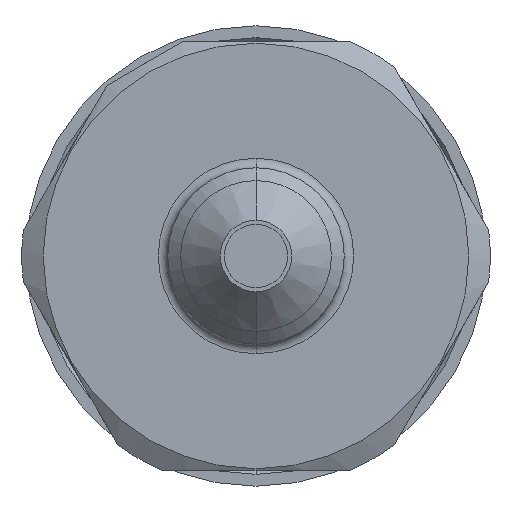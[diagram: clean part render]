
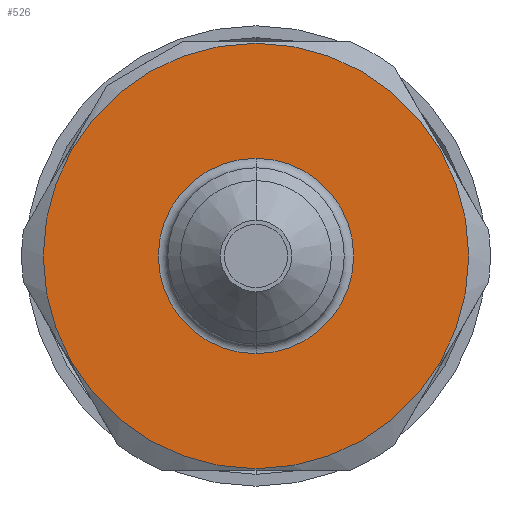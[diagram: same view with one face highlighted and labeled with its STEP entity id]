
A CAD part, front view. The second image highlights one B-rep face of the part: STEP entity #526.
In plain terms, the highlighted face is planar.
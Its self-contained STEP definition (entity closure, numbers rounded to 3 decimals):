
#70 = CARTESIAN_POINT ( 'NONE',  ( 33.5, 0., 6.156 ) ) ;
#448 = VERTEX_POINT ( 'NONE', #70 ) ;
#526 = ADVANCED_FACE ( 'NONE', ( #1656, #2085 ), #4443, .F. ) ;
#564 = VERTEX_POINT ( 'NONE', #4825 ) ;
#1060 = CARTESIAN_POINT ( 'NONE',  ( 33.5, 0., 13.4 ) ) ;
#1656 = FACE_OUTER_BOUND ( 'NONE', #1931, .T. ) ;
#1720 = DIRECTION ( 'NONE',  ( 0., 0., 1. ) ) ;
#1721 = DIRECTION ( 'NONE',  ( -1., 0., 0. ) ) ;
#1728 = CARTESIAN_POINT ( 'NONE',  ( 33.5, 0., 0. ) ) ;
#1931 = EDGE_LOOP ( 'NONE', ( #4534, #4567 ) ) ;
#2085 = FACE_BOUND ( 'NONE', #2337, .T. ) ;
#2095 = AXIS2_PLACEMENT_3D ( 'NONE', #1728, #1721, #1720 ) ;
#2337 = EDGE_LOOP ( 'NONE', ( #4752, #2494 ) ) ;
#2494 = ORIENTED_EDGE ( 'NONE', *, *, #4845, .T. ) ;
#2624 = DIRECTION ( 'NONE',  ( 0., 0., 1. ) ) ;
#2631 = DIRECTION ( 'NONE',  ( -1., 0., 0. ) ) ;
#2632 = CARTESIAN_POINT ( 'NONE',  ( 33.5, 0., 0. ) ) ;
#2649 = DIRECTION ( 'NONE',  ( 0., 0., 1. ) ) ;
#2684 = CARTESIAN_POINT ( 'NONE',  ( 33.5, 0., 0. ) ) ;
#2710 = DIRECTION ( 'NONE',  ( -1., 0., 0. ) ) ;
#2996 = VERTEX_POINT ( 'NONE', #1060 ) ;
#3150 = CIRCLE ( 'NONE', #4121, 6.156 ) ;
#3215 = CIRCLE ( 'NONE', #2095, 6.156 ) ;
#3219 = CIRCLE ( 'NONE', #3940, 13.4 ) ;
#3400 = VERTEX_POINT ( 'NONE', #3516 ) ;
#3516 = CARTESIAN_POINT ( 'NONE',  ( 33.5, 0., -6.156 ) ) ;
#3549 = AXIS2_PLACEMENT_3D ( 'NONE', #2632, #2631, #2624 ) ;
#3560 = EDGE_CURVE ( 'NONE', #448, #3400, #3150, .T. ) ;
#3940 = AXIS2_PLACEMENT_3D ( 'NONE', #4099, #4092, #4082 ) ;
#4082 = DIRECTION ( 'NONE',  ( 0., 0., 1. ) ) ;
#4092 = DIRECTION ( 'NONE',  ( -1., 0., 0. ) ) ;
#4099 = CARTESIAN_POINT ( 'NONE',  ( 33.5, 0., 0. ) ) ;
#4121 = AXIS2_PLACEMENT_3D ( 'NONE', #2684, #2710, #2649 ) ;
#4175 = EDGE_CURVE ( 'NONE', #564, #2996, #3219, .T. ) ;
#4362 = CARTESIAN_POINT ( 'NONE',  ( 33.5, 13.4, 0. ) ) ;
#4443 = PLANE ( 'NONE',  #4653 ) ;
#4448 = DIRECTION ( 'NONE',  ( -1., 0., 0. ) ) ;
#4484 = DIRECTION ( 'NONE',  ( 0., 0., 1. ) ) ;
#4534 = ORIENTED_EDGE ( 'NONE', *, *, #4615, .F. ) ;
#4567 = ORIENTED_EDGE ( 'NONE', *, *, #4175, .F. ) ;
#4615 = EDGE_CURVE ( 'NONE', #2996, #564, #4807, .T. ) ;
#4653 = AXIS2_PLACEMENT_3D ( 'NONE', #4362, #4448, #4484 ) ;
#4752 = ORIENTED_EDGE ( 'NONE', *, *, #3560, .T. ) ;
#4807 = CIRCLE ( 'NONE', #3549, 13.4 ) ;
#4825 = CARTESIAN_POINT ( 'NONE',  ( 33.5, 0., -13.4 ) ) ;
#4845 = EDGE_CURVE ( 'NONE', #3400, #448, #3215, .T. ) ;
